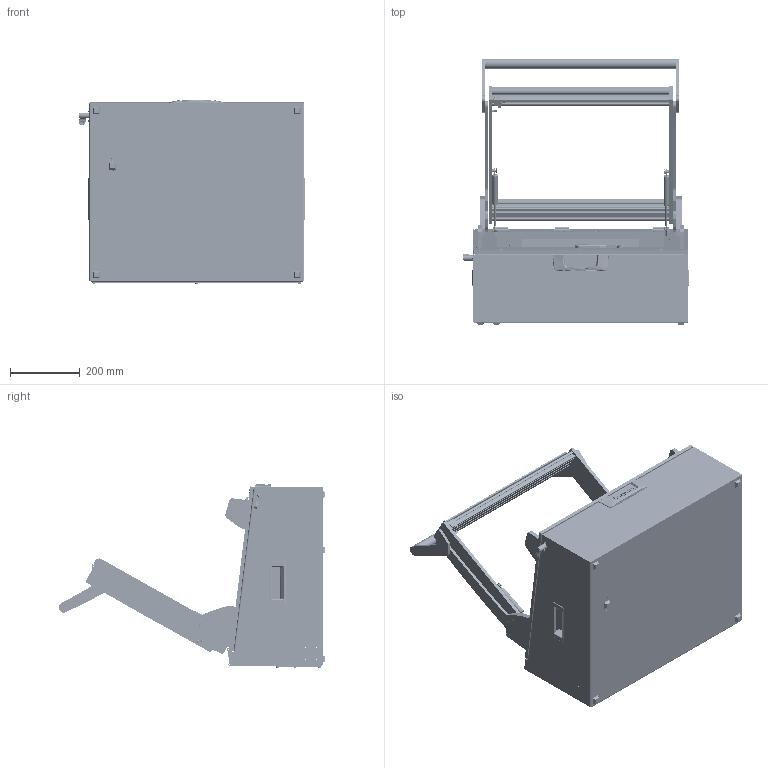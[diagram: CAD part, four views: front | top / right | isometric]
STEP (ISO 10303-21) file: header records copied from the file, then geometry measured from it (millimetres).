
FILE_DESCRIPTION (( 'STEP AP214' ), '1' );
FILE_NAME ('INGUN_49580_open.STEP', '2021-03-03T14:11:17', ( '' ), ( '' ), 'SwSTEP 2.0', 'SolidWorks 2018', '' );
FILE_SCHEMA (( 'AUTOMOTIVE_DESIGN' ));
Length unit declared in the file: millimetre
Products named in the file (107): DIN6325~n_04,0m6x014; 20902~0; ISO7380~n_M04,0x008; 2281~0; 35469~1; 49317~0; 38827~0_S; 57801~2_S; 43579~2_KUNDE<S>; DIN125~n_04,3 M04,0; 32727~9; DIN6325~n_04,0m6x024; 32339~4_S; DIN7991~n_M05,0x025; 53032~0_S; DIN6325~n_04,0m6x012; 32724~1; 2528~0; 37973~3_S; 110322~4_S; 109974~0_KUNDE<S>; K_02037~0_Standard ohne Dyn Punkt<Standard>; 110231~1_S; K_02038~0; 37971~8_S; 37972~6_S; 37758~3_KUNDE<S>; 43495~0_S; 30984~0_S; 109989~0_KUNDE<S>; 30758_02~0_S; 35651~1_S; 35334~0_S; ISO7380~n_M03,0x005; 109982~0_offen<S>; 35151~0_S; 35649~1_S; DIN914~n_M04,0x05; 32171~0_S; 48726~2_S ...
Assembly tree (224 placements, depth 5):
  INGUN_49580_open
    32730~5_S
      32727~9
      30758~0_S  x2
        30758_01~0_S
        30758_02~0_S
      20902~0
      DIN985-A2~n_M05,0  x3
      DIN7991~n_M05,0x012  x2
      32462~0_S
      DIN7991~n_M05,0x016
      8804~0
      DIN125~n_05,3 M05,0 Fase  x2
      20901~0_Abstand 296<Standard>
        20901~0_ohne Schiebeteil<Standard>
        20901_01~0
      31555~4_S
      2720~0  x5
      53032~0_S
      32171~0_S
      ISO7380~n_M04,0x012  x4
      29805~4_geschlossen<S>
        110322~4_S
        110705~1_S
        30984~0_S
        110231~1_S
        110443~0_S
        30112~0
        ISO7380~n_M05,0x030
        ISO7380~n_M04,0x008  x2
        DIN914~n_M04,0x05
      35334~0_S
    43570~5_KUNDE offen<S>
      109982~0_offen<S>
        43491~4
        37968~2_S
        37971~8_S
        37972~6_S
        2281~0_180ø<Standard>  x3
          2281~0
        32341~6_S
        53031~0_S
        35649~1_S
        35651~1_S
        31253~0_S
        30955~0_S
        30915~0
        ASR~-a-s-r_拱04,2x07x拌8  x2
        2528~0  x2
        31109~0
        37973~3_S
        38827~0_S
        31666~1_S
        48727~1_S
          48726~2_S
          DIN6325~n_04,0m6x012
          48565~1_S
          DIN912~n_M04,0x020  x2
          DIN125~n_06,4 M06,0 Fase
          DIN125~n_04,3 M04,0  x2
Bounding box: 647.49 x 764.17 x 528.02 mm (x, y, z)
Volume: 6906057.8 mm3; surface area: 3994182.6 mm2
Topology: 218 solids, 218 shells, 5469 faces, 13669 edges, 8710 vertices
Faces by surface type: cylinder 2273, plane 2076, cone 698, bspline 229, sphere 100, torus 93
Entity records: 118604 total; most frequent: CARTESIAN_POINT 28081, DIRECTION 17950, ORIENTED_EDGE 16532, EDGE_CURVE 8266, AXIS2_PLACEMENT_3D 6760, VERTEX_POINT 5321, LINE 4430, VECTOR 4430
